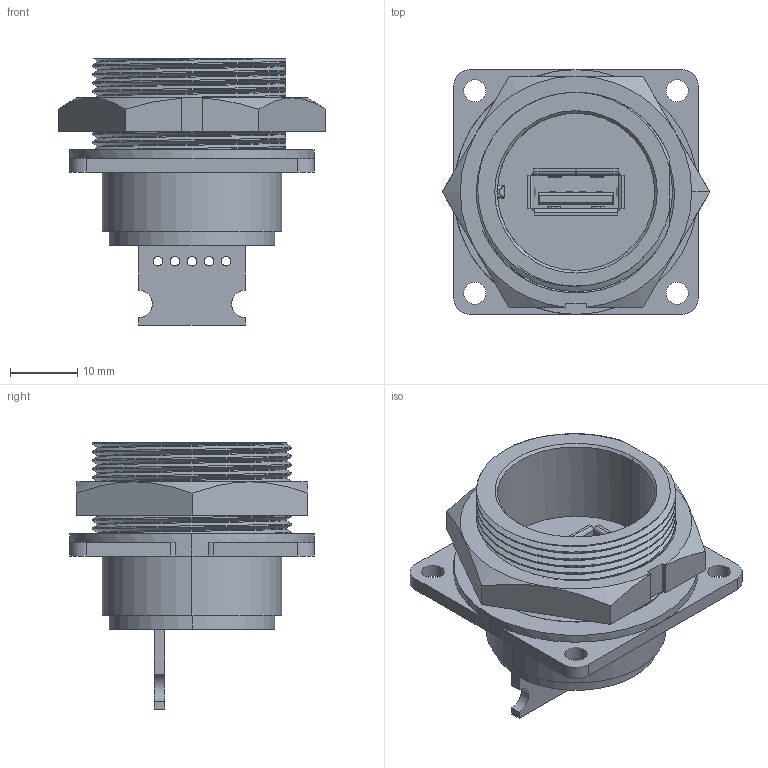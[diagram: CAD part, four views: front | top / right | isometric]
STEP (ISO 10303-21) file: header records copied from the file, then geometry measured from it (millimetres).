
FILE_DESCRIPTION (( 'STEP AP203' ), '1' );
FILE_NAME ('DCP-USBAT-SC.STEP', '2017-04-05T21:31:20', ( '' ), ( '' ), 'SwSTEP 2.0', 'SolidWorks 2014', '' );
FILE_SCHEMA (( 'CONFIG_CONTROL_DESIGN' ));
Length unit declared in the file: inch
Products named in the file (2): DCP-USBAT-SC
Bounding box: 39.89 x 36.53 x 39.74 mm (x, y, z)
Volume: 14490.2 mm3; surface area: 10473.9 mm2
Topology: 2 solids, 2 shells, 468 faces, 1280 edges, 816 vertices
Faces by surface type: plane 249, cylinder 182, bspline 28, cone 9
Entity records: 23503 total; most frequent: CARTESIAN_POINT 11987, ORIENTED_EDGE 2556, DIRECTION 2175, EDGE_CURVE 1278, VERTEX_POINT 816, LINE 789, VECTOR 789, AXIS2_PLACEMENT_3D 693
